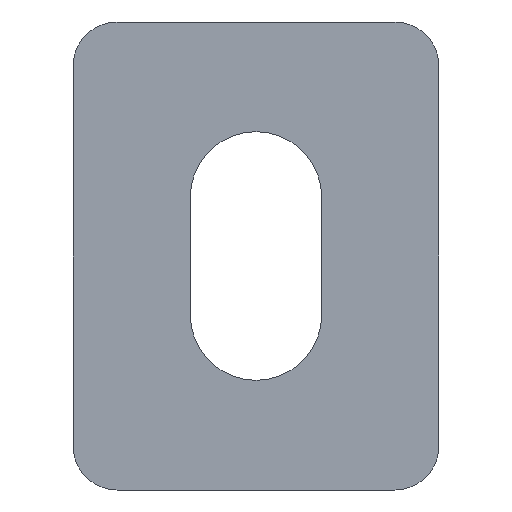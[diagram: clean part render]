
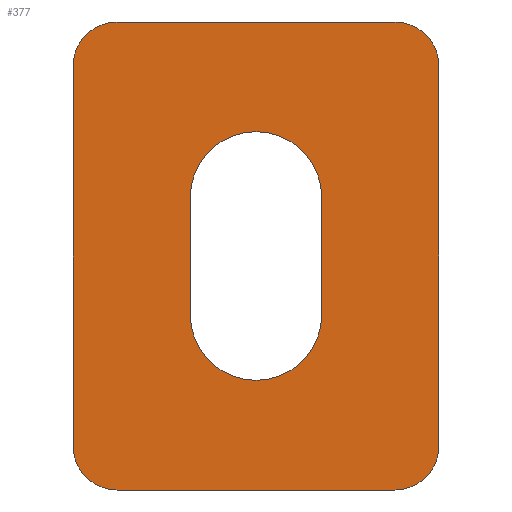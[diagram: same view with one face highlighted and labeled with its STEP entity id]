
A CAD part, front view. The second image highlights one B-rep face of the part: STEP entity #377.
In plain terms, the highlighted planar face has unit normal (0, -1, 0).
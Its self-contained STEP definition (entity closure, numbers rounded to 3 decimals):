
#3 = ORIENTED_EDGE ( 'NONE', *, *, #210, .T. ) ;
#6 = DIRECTION ( 'NONE',  ( 1., 0., 0. ) ) ;
#7 = CARTESIAN_POINT ( 'NONE',  ( 2.25, -3., -2. ) ) ;
#9 = DIRECTION ( 'NONE',  ( 1., 0., 0. ) ) ;
#12 = LINE ( 'NONE', #354, #269 ) ;
#19 = VERTEX_POINT ( 'NONE', #333 ) ;
#23 = DIRECTION ( 'NONE',  ( 0., -1., 0. ) ) ;
#25 = CARTESIAN_POINT ( 'NONE',  ( 4.75, -3., -8. ) ) ;
#35 = AXIS2_PLACEMENT_3D ( 'NONE', #302, #23, #414 ) ;
#36 = ORIENTED_EDGE ( 'NONE', *, *, #644, .T. ) ;
#37 = EDGE_CURVE ( 'NONE', #219, #326, #554, .T. ) ;
#38 = EDGE_CURVE ( 'NONE', #415, #41, #658, .T. ) ;
#41 = VERTEX_POINT ( 'NONE', #393 ) ;
#58 = CIRCLE ( 'NONE', #154, 1.5 ) ;
#59 = DIRECTION ( 'NONE',  ( 0., -1., 0. ) ) ;
#62 = CARTESIAN_POINT ( 'NONE',  ( 4.75, -3., -6.5 ) ) ;
#74 = CARTESIAN_POINT ( 'NONE',  ( 4.75, -3., 6.5 ) ) ;
#75 = CARTESIAN_POINT ( 'NONE',  ( -4.75, -3., -6.5 ) ) ;
#76 = DIRECTION ( 'NONE',  ( 0., 0., 1. ) ) ;
#88 = CIRCLE ( 'NONE', #491, 2.25 ) ;
#102 = ORIENTED_EDGE ( 'NONE', *, *, #312, .T. ) ;
#111 = DIRECTION ( 'NONE',  ( 0., 0., 1. ) ) ;
#116 = ORIENTED_EDGE ( 'NONE', *, *, #383, .T. ) ;
#120 = CARTESIAN_POINT ( 'NONE',  ( -4.75, -3., -8. ) ) ;
#121 = CARTESIAN_POINT ( 'NONE',  ( 4.75, -3., 8. ) ) ;
#125 = DIRECTION ( 'NONE',  ( 1., 0., 0. ) ) ;
#149 = CIRCLE ( 'NONE', #35, 1.5 ) ;
#152 = VERTEX_POINT ( 'NONE', #623 ) ;
#154 = AXIS2_PLACEMENT_3D ( 'NONE', #267, #331, #493 ) ;
#160 = VECTOR ( 'NONE', #505, 1000. ) ;
#163 = CARTESIAN_POINT ( 'NONE',  ( 4.75, -3., -8. ) ) ;
#164 = DIRECTION ( 'NONE',  ( 0., -1., 0. ) ) ;
#165 = CARTESIAN_POINT ( 'NONE',  ( 6.25, -3., -6.5 ) ) ;
#170 = DIRECTION ( 'NONE',  ( 1., 0., 0. ) ) ;
#172 = DIRECTION ( 'NONE',  ( 1., 0., 0. ) ) ;
#178 = EDGE_CURVE ( 'NONE', #353, #647, #517, .T. ) ;
#187 = EDGE_CURVE ( 'NONE', #41, #353, #58, .T. ) ;
#210 = EDGE_CURVE ( 'NONE', #541, #261, #573, .T. ) ;
#219 = VERTEX_POINT ( 'NONE', #163 ) ;
#229 = DIRECTION ( 'NONE',  ( 0., 1., 0. ) ) ;
#232 = CARTESIAN_POINT ( 'NONE',  ( 4.75, -3., 8. ) ) ;
#240 = LINE ( 'NONE', #25, #666 ) ;
#241 = CARTESIAN_POINT ( 'NONE',  ( 0., -3., 2. ) ) ;
#258 = VECTOR ( 'NONE', #111, 1000. ) ;
#261 = VERTEX_POINT ( 'NONE', #7 ) ;
#266 = AXIS2_PLACEMENT_3D ( 'NONE', #241, #229, #6 ) ;
#267 = CARTESIAN_POINT ( 'NONE',  ( -4.75, -3., 6.5 ) ) ;
#269 = VECTOR ( 'NONE', #76, 1000. ) ;
#274 = CARTESIAN_POINT ( 'NONE',  ( 2.25, -3., 2. ) ) ;
#280 = EDGE_LOOP ( 'NONE', ( #474, #422, #3, #102 ) ) ;
#283 = CARTESIAN_POINT ( 'NONE',  ( -6.25, -3., 6.5 ) ) ;
#285 = AXIS2_PLACEMENT_3D ( 'NONE', #74, #463, #125 ) ;
#291 = FACE_OUTER_BOUND ( 'NONE', #321, .T. ) ;
#293 = ORIENTED_EDGE ( 'NONE', *, *, #187, .T. ) ;
#298 = ORIENTED_EDGE ( 'NONE', *, *, #508, .T. ) ;
#302 = CARTESIAN_POINT ( 'NONE',  ( 4.75, -3., 6.5 ) ) ;
#307 = VERTEX_POINT ( 'NONE', #120 ) ;
#308 = ORIENTED_EDGE ( 'NONE', *, *, #178, .T. ) ;
#312 = EDGE_CURVE ( 'NONE', #261, #19, #88, .T. ) ;
#321 = EDGE_LOOP ( 'NONE', ( #36, #603, #298, #116, #632, #293, #308, #510 ) ) ;
#326 = VERTEX_POINT ( 'NONE', #165 ) ;
#329 = CARTESIAN_POINT ( 'NONE',  ( -2.25, -3., 2. ) ) ;
#331 = DIRECTION ( 'NONE',  ( 0., -1., 0. ) ) ;
#333 = CARTESIAN_POINT ( 'NONE',  ( -2.25, -3., -2. ) ) ;
#341 = CARTESIAN_POINT ( 'NONE',  ( -6.25, -3., -6.5 ) ) ;
#348 = DIRECTION ( 'NONE',  ( 0., 1., 0. ) ) ;
#351 = FACE_BOUND ( 'NONE', #280, .T. ) ;
#353 = VERTEX_POINT ( 'NONE', #283 ) ;
#354 = CARTESIAN_POINT ( 'NONE',  ( -2.25, -3., 6.5 ) ) ;
#359 = CIRCLE ( 'NONE', #465, 1.5 ) ;
#377 = ADVANCED_FACE ( 'NONE', ( #351, #291 ), #409, .T. ) ;
#383 = EDGE_CURVE ( 'NONE', #152, #415, #149, .T. ) ;
#386 = CARTESIAN_POINT ( 'NONE',  ( 6.25, -3., 6.5 ) ) ;
#393 = CARTESIAN_POINT ( 'NONE',  ( -4.75, -3., 8. ) ) ;
#401 = EDGE_CURVE ( 'NONE', #19, #537, #12, .T. ) ;
#404 = VECTOR ( 'NONE', #575, 1000. ) ;
#409 = PLANE ( 'NONE',  #285 ) ;
#414 = DIRECTION ( 'NONE',  ( 1., 0., 0. ) ) ;
#415 = VERTEX_POINT ( 'NONE', #232 ) ;
#420 = VECTOR ( 'NONE', #540, 1000. ) ;
#422 = ORIENTED_EDGE ( 'NONE', *, *, #608, .T. ) ;
#438 = CARTESIAN_POINT ( 'NONE',  ( -6.25, -3., 6.5 ) ) ;
#451 = DIRECTION ( 'NONE',  ( 1., 0., 0. ) ) ;
#463 = DIRECTION ( 'NONE',  ( 0., -1., 0. ) ) ;
#465 = AXIS2_PLACEMENT_3D ( 'NONE', #75, #59, #9 ) ;
#474 = ORIENTED_EDGE ( 'NONE', *, *, #401, .T. ) ;
#491 = AXIS2_PLACEMENT_3D ( 'NONE', #504, #348, #172 ) ;
#493 = DIRECTION ( 'NONE',  ( 1., 0., 0. ) ) ;
#504 = CARTESIAN_POINT ( 'NONE',  ( 0., -3., -2. ) ) ;
#505 = DIRECTION ( 'NONE',  ( -1., 0., 0. ) ) ;
#508 = EDGE_CURVE ( 'NONE', #326, #152, #612, .T. ) ;
#510 = ORIENTED_EDGE ( 'NONE', *, *, #552, .T. ) ;
#517 = LINE ( 'NONE', #438, #404 ) ;
#535 = AXIS2_PLACEMENT_3D ( 'NONE', #62, #164, #451 ) ;
#537 = VERTEX_POINT ( 'NONE', #329 ) ;
#540 = DIRECTION ( 'NONE',  ( 0., 0., -1. ) ) ;
#541 = VERTEX_POINT ( 'NONE', #274 ) ;
#552 = EDGE_CURVE ( 'NONE', #647, #307, #359, .T. ) ;
#553 = CIRCLE ( 'NONE', #266, 2.25 ) ;
#554 = CIRCLE ( 'NONE', #535, 1.5 ) ;
#573 = LINE ( 'NONE', #615, #420 ) ;
#575 = DIRECTION ( 'NONE',  ( 0., 0., -1. ) ) ;
#603 = ORIENTED_EDGE ( 'NONE', *, *, #37, .T. ) ;
#608 = EDGE_CURVE ( 'NONE', #537, #541, #553, .T. ) ;
#612 = LINE ( 'NONE', #386, #258 ) ;
#615 = CARTESIAN_POINT ( 'NONE',  ( 2.25, -3., 6.5 ) ) ;
#623 = CARTESIAN_POINT ( 'NONE',  ( 6.25, -3., 6.5 ) ) ;
#632 = ORIENTED_EDGE ( 'NONE', *, *, #38, .T. ) ;
#644 = EDGE_CURVE ( 'NONE', #307, #219, #240, .T. ) ;
#647 = VERTEX_POINT ( 'NONE', #341 ) ;
#658 = LINE ( 'NONE', #121, #160 ) ;
#666 = VECTOR ( 'NONE', #170, 1000. ) ;
